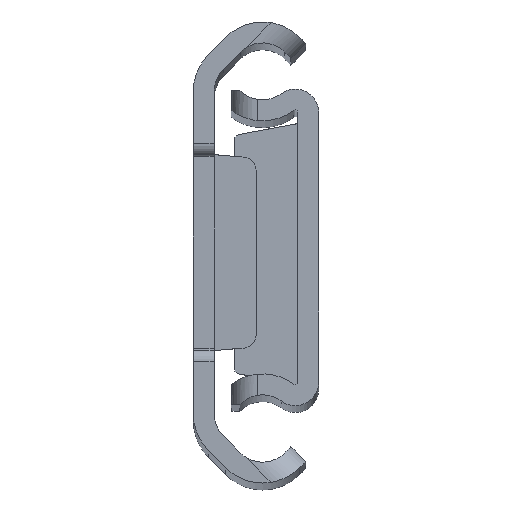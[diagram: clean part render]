
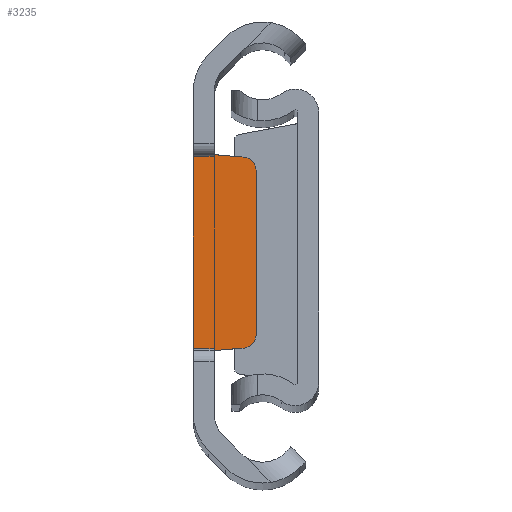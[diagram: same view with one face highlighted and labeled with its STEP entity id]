
A CAD part, top view. The second image highlights one B-rep face of the part: STEP entity #3235.
In plain terms, the highlighted planar face has unit normal (0, 0, 1).
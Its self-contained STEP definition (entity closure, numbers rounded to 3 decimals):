
#55 = VECTOR ( 'NONE', #3113, 1000. ) ;
#126 = AXIS2_PLACEMENT_3D ( 'NONE', #2602, #3347, #1534 ) ;
#199 = CARTESIAN_POINT ( 'NONE',  ( 3.8, -6.311, -2.2 ) ) ;
#403 = CIRCLE ( 'NONE', #2830, 1. ) ;
#404 = DIRECTION ( 'NONE',  ( 0., 1., 0. ) ) ;
#682 = VERTEX_POINT ( 'NONE', #1407 ) ;
#789 = LINE ( 'NONE', #1513, #1342 ) ;
#910 = CARTESIAN_POINT ( 'NONE',  ( 1.6, -7.5, -2.2 ) ) ;
#1045 = DIRECTION ( 'NONE',  ( 0.996, 0.084, 0. ) ) ;
#1119 = ORIENTED_EDGE ( 'NONE', *, *, #2748, .F. ) ;
#1170 = VECTOR ( 'NONE', #404, 1000. ) ;
#1177 = VERTEX_POINT ( 'NONE', #3681 ) ;
#1340 = CARTESIAN_POINT ( 'NONE',  ( 3.884, 7.307, -2.2 ) ) ;
#1342 = VECTOR ( 'NONE', #4411, 1000. ) ;
#1361 = ORIENTED_EDGE ( 'NONE', *, *, #3027, .T. ) ;
#1407 = CARTESIAN_POINT ( 'NONE',  ( 0., -7.5, -2.2 ) ) ;
#1418 = ORIENTED_EDGE ( 'NONE', *, *, #4458, .T. ) ;
#1421 = ORIENTED_EDGE ( 'NONE', *, *, #3412, .F. ) ;
#1431 = VERTEX_POINT ( 'NONE', #4631 ) ;
#1513 = CARTESIAN_POINT ( 'NONE',  ( 8.601, 7.5, -2.2 ) ) ;
#1534 = DIRECTION ( 'NONE',  ( 0., -1., 0. ) ) ;
#1556 = CARTESIAN_POINT ( 'NONE',  ( 1.6, 7.5, -2.2 ) ) ;
#1608 = VECTOR ( 'NONE', #4666, 1000. ) ;
#1750 = VERTEX_POINT ( 'NONE', #4291 ) ;
#1760 = LINE ( 'NONE', #2517, #2904 ) ;
#2035 = FACE_OUTER_BOUND ( 'NONE', #3890, .T. ) ;
#2074 = CARTESIAN_POINT ( 'NONE',  ( 4.8, -6.311, -2.2 ) ) ;
#2153 = LINE ( 'NONE', #3614, #1608 ) ;
#2210 = AXIS2_PLACEMENT_3D ( 'NONE', #4218, #3492, #2750 ) ;
#2299 = DIRECTION ( 'NONE',  ( 0., 1., 0. ) ) ;
#2371 = LINE ( 'NONE', #4579, #55 ) ;
#2493 = ORIENTED_EDGE ( 'NONE', *, *, #4644, .T. ) ;
#2517 = CARTESIAN_POINT ( 'NONE',  ( 4.8, -7.23, -2.2 ) ) ;
#2525 = VERTEX_POINT ( 'NONE', #910 ) ;
#2602 = CARTESIAN_POINT ( 'NONE',  ( 3.8, 6.311, -2.2 ) ) ;
#2684 = LINE ( 'NONE', #3711, #4360 ) ;
#2748 = EDGE_CURVE ( 'NONE', #682, #1750, #2684, .T. ) ;
#2750 = DIRECTION ( 'NONE',  ( 0., -1., 0. ) ) ;
#2830 = AXIS2_PLACEMENT_3D ( 'NONE', #199, #3045, #3840 ) ;
#2904 = VECTOR ( 'NONE', #1045, 1000. ) ;
#2922 = LINE ( 'NONE', #3668, #1170 ) ;
#3027 = EDGE_CURVE ( 'NONE', #3674, #1431, #2922, .T. ) ;
#3045 = DIRECTION ( 'NONE',  ( 0., 0., 1. ) ) ;
#3097 = VERTEX_POINT ( 'NONE', #1556 ) ;
#3113 = DIRECTION ( 'NONE',  ( -0.996, 0.084, 0. ) ) ;
#3235 = ADVANCED_FACE ( 'NONE', ( #2035 ), #3830, .T. ) ;
#3347 = DIRECTION ( 'NONE',  ( 0., 0., 1. ) ) ;
#3412 = EDGE_CURVE ( 'NONE', #2525, #682, #2153, .T. ) ;
#3492 = DIRECTION ( 'NONE',  ( 0., 0., 1. ) ) ;
#3614 = CARTESIAN_POINT ( 'NONE',  ( 8.601, -7.5, -2.2 ) ) ;
#3668 = CARTESIAN_POINT ( 'NONE',  ( 4.8, 7.23, -2.2 ) ) ;
#3674 = VERTEX_POINT ( 'NONE', #2074 ) ;
#3681 = CARTESIAN_POINT ( 'NONE',  ( 3.884, -7.307, -2.2 ) ) ;
#3706 = VERTEX_POINT ( 'NONE', #1340 ) ;
#3711 = CARTESIAN_POINT ( 'NONE',  ( 0., 7.5, -2.2 ) ) ;
#3830 = PLANE ( 'NONE',  #2210 ) ;
#3840 = DIRECTION ( 'NONE',  ( 0., -1., 0. ) ) ;
#3890 = EDGE_LOOP ( 'NONE', ( #4412, #3894, #1361, #3955, #2493, #1418, #1119, #1421 ) ) ;
#3894 = ORIENTED_EDGE ( 'NONE', *, *, #4146, .T. ) ;
#3955 = ORIENTED_EDGE ( 'NONE', *, *, #4541, .T. ) ;
#4146 = EDGE_CURVE ( 'NONE', #1177, #3674, #403, .T. ) ;
#4218 = CARTESIAN_POINT ( 'NONE',  ( 8.601, 7.5, -2.2 ) ) ;
#4274 = EDGE_CURVE ( 'NONE', #2525, #1177, #1760, .T. ) ;
#4291 = CARTESIAN_POINT ( 'NONE',  ( 0., 7.5, -2.2 ) ) ;
#4360 = VECTOR ( 'NONE', #2299, 1000. ) ;
#4411 = DIRECTION ( 'NONE',  ( -1., 0., 0. ) ) ;
#4412 = ORIENTED_EDGE ( 'NONE', *, *, #4274, .T. ) ;
#4456 = CIRCLE ( 'NONE', #126, 1. ) ;
#4458 = EDGE_CURVE ( 'NONE', #3097, #1750, #789, .T. ) ;
#4541 = EDGE_CURVE ( 'NONE', #1431, #3706, #4456, .T. ) ;
#4579 = CARTESIAN_POINT ( 'NONE',  ( 1.6, 7.5, -2.2 ) ) ;
#4631 = CARTESIAN_POINT ( 'NONE',  ( 4.8, 6.311, -2.2 ) ) ;
#4644 = EDGE_CURVE ( 'NONE', #3706, #3097, #2371, .T. ) ;
#4666 = DIRECTION ( 'NONE',  ( -1., 0., 0. ) ) ;
